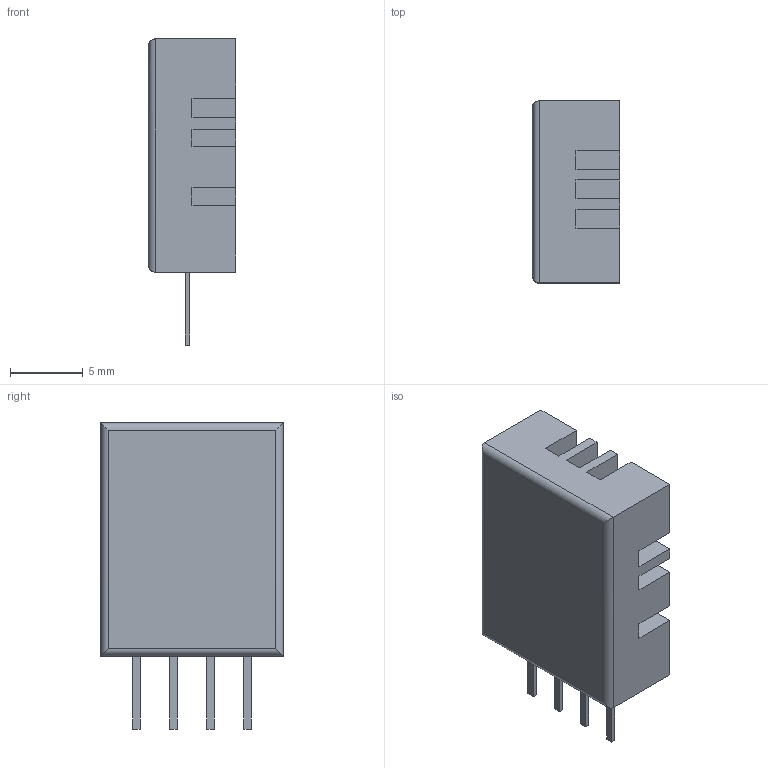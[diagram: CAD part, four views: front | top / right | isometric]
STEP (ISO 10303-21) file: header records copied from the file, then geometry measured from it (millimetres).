
FILE_DESCRIPTION (( 'STEP AP214' ), '1' );
FILE_NAME ('SENSOR-TH_DHT11.step', '2022-07-12T14:48:48', ( '' ), ( '' ), 'SwSTEP 2.0', 'SolidWorks 2020', '' );
FILE_SCHEMA (( 'AUTOMOTIVE_DESIGN' ));
Length unit declared in the file: millimetre
Products named in the file (1): SENSOR-TH_DHT11
Bounding box: 6 x 12.5 x 21 mm (x, y, z)
Volume: 1062 mm3; surface area: 1096.6 mm2
Topology: 1 solids, 1 shells, 424 faces, 1127 edges, 750 vertices
Faces by surface type: plane 308, bspline 112, cylinder 4
Entity records: 18042 total; most frequent: CARTESIAN_POINT 4418, ORIENTED_EDGE 2254, DIRECTION 1521, EDGE_CURVE 1127, VECTOR 895, LINE 895, VERTEX_POINT 750, EDGE_LOOP 469
